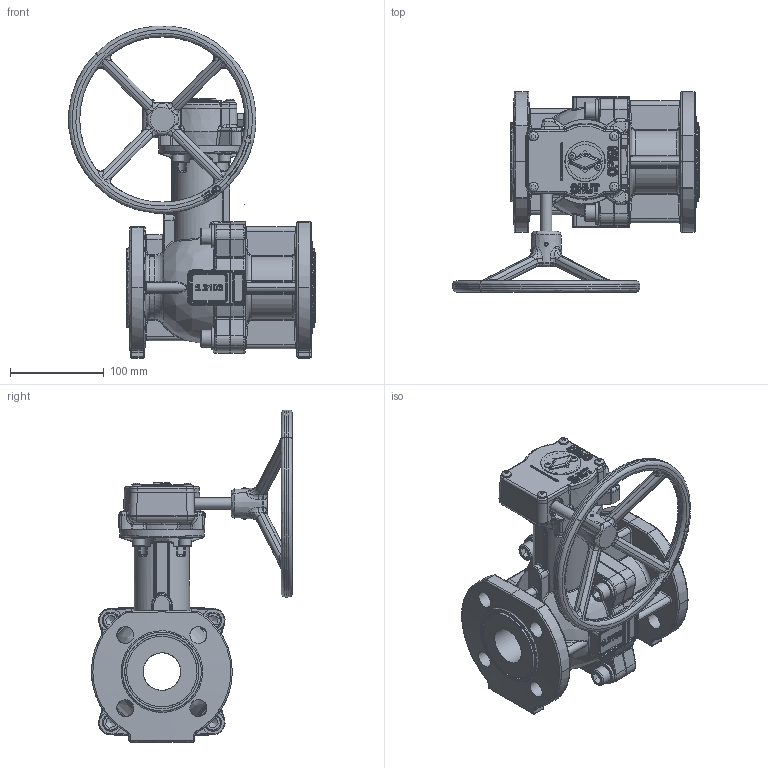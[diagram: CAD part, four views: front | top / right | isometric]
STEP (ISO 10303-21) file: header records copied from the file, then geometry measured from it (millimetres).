
FILE_DESCRIPTION(('HOOPS Exchange Step'),'2;1');
FILE_NAME('FK13001007.stp','2025-09-18T10:57:00+02:00',('nieru'),('Unknown organisation'),'HOOPS Exchange 2024.2','HOOPS Exchange','Unknown authorisation');
FILE_SCHEMA( ('AP203_CONFIGURATION_CONTROLLED_3D_DESIGN_OF_MECHANICAL_PARTS_AND_ASSEMBLIES_MIM_LF') );
Length unit declared in the file: millimetre
Products named in the file (4): 0; root
Assembly tree (3 placements, depth 3):
  root
    0
      0
      0
Bounding box: 262.49 x 214.21 x 353.62 mm (x, y, z)
Volume: 476890.9 mm3
Topology: 23 solids, 1004 shells, 2516 faces, 8793 edges, 7122 vertices
Faces by surface type: bspline 825, cylinder 721, plane 616, sphere 130, cone 123, torus 76, extrusion 25
Full cylindrical faces by diameter (mm): 2.2 x4, 4 x1, 4.134 x1, 6.647 x4, 7.6 x2, 8 x6, 8.376 x4, 9 x4, 10 x4, 10.106 x4, 12 x6, 13 x12, 13.533 x1, 14.8 x4, 18 x12, 20 x2, 21 x1, 24 x4, 38 x2, 43 x1, 55 x1, 75 x2, 79 x2, 84 x2, 90 x1, 131 x1, 139 x2
Entity records: 260224 total; most frequent: CARTESIAN_POINT 198884, ORIENTED_EDGE 12134, EDGE_CURVE 8625, DIRECTION 7418, VERTEX_POINT 7106, B_SPLINE_CURVE_WITH_KNOTS 5202, AXIS2_PLACEMENT_3D 2752, EDGE_LOOP 2667
